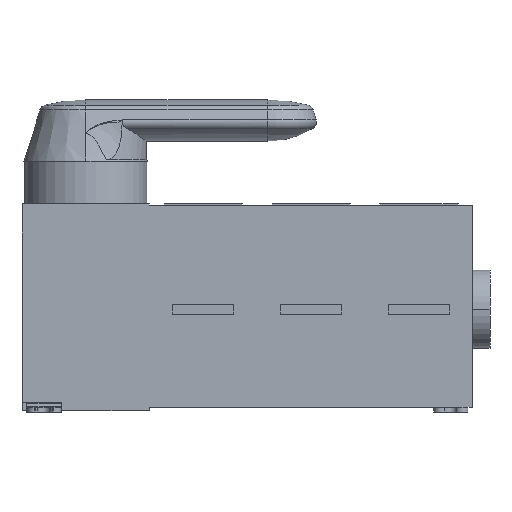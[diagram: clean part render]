
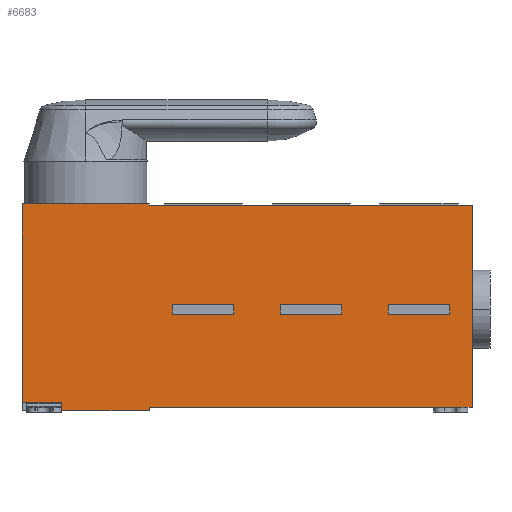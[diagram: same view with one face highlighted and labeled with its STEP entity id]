
A CAD part, left-side view. The second image highlights one B-rep face of the part: STEP entity #6683.
In plain terms, the highlighted planar face has unit normal (-1, 0, 0).
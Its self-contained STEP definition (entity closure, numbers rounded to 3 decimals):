
#416=DIRECTION('',(0.,-1.,0.));
#417=VECTOR('',#416,116.);
#418=CARTESIAN_POINT('',(-28.339,-25.045,
0.));
#419=LINE('',#418,#417);
#423=DIRECTION('',(0.,0.,1.));
#424=VECTOR('',#423,1.5);
#425=CARTESIAN_POINT('',(-28.339,-25.045,
-1.5));
#426=LINE('',#425,#424);
#430=DIRECTION('',(0.,0.,-1.));
#431=VECTOR('',#430,3.5);
#432=CARTESIAN_POINT('',(-28.339,10.855,2.));
#433=LINE('',#432,#431);
#437=DIRECTION('',(0.,1.,0.));
#438=VECTOR('',#437,52.);
#439=CARTESIAN_POINT('',(-28.339,-25.045,83.));
#440=LINE('',#439,#438);
#444=DIRECTION('',(0.,0.,1.));
#445=VECTOR('',#444,0.5);
#446=CARTESIAN_POINT('',(-28.339,-25.045,82.5));
#447=LINE('',#446,#445);
#451=DIRECTION('',(0.,1.,0.));
#452=VECTOR('',#451,132.);
#453=CARTESIAN_POINT('',(-28.339,-157.045,82.5));
#454=LINE('',#453,#452);
#458=DIRECTION('',(0.,-1.,0.));
#459=VECTOR('',#458,2.);
#460=CARTESIAN_POINT('',(-28.339,-155.045,
0.));
#461=LINE('',#460,#459);
#465=DIRECTION('',(0.,1.,0.));
#466=VECTOR('',#465,25.);
#467=CARTESIAN_POINT('',(-28.339,-59.545,38.));
#468=LINE('',#467,#466);
#472=DIRECTION('',(0.,0.,-1.));
#473=VECTOR('',#472,4.);
#474=CARTESIAN_POINT('',(-28.339,-59.545,42.));
#475=LINE('',#474,#473);
#479=DIRECTION('',(0.,-1.,0.));
#480=VECTOR('',#479,25.);
#481=CARTESIAN_POINT('',(-28.339,-34.545,42.));
#482=LINE('',#481,#480);
#486=DIRECTION('',(0.,0.,1.));
#487=VECTOR('',#486,4.);
#488=CARTESIAN_POINT('',(-28.339,-34.545,38.));
#489=LINE('',#488,#487);
#493=DIRECTION('',(0.,1.,0.));
#494=VECTOR('',#493,25.);
#495=CARTESIAN_POINT('',(-28.339,-103.545,38.));
#496=LINE('',#495,#494);
#500=DIRECTION('',(0.,0.,-1.));
#501=VECTOR('',#500,4.);
#502=CARTESIAN_POINT('',(-28.339,-103.545,42.));
#503=LINE('',#502,#501);
#507=DIRECTION('',(0.,-1.,0.));
#508=VECTOR('',#507,25.);
#509=CARTESIAN_POINT('',(-28.339,-78.545,42.));
#510=LINE('',#509,#508);
#514=DIRECTION('',(0.,0.,1.));
#515=VECTOR('',#514,4.);
#516=CARTESIAN_POINT('',(-28.339,-78.545,38.));
#517=LINE('',#516,#515);
#566=DIRECTION('',(0.,1.,0.));
#567=VECTOR('',#566,35.9);
#568=CARTESIAN_POINT('',(-28.339,-25.045,
-1.5));
#569=LINE('',#568,#567);
#840=DIRECTION('',(0.,1.,0.));
#841=VECTOR('',#840,16.1);
#842=CARTESIAN_POINT('',(-28.339,10.855,2.));
#843=LINE('',#842,#841);
#1054=DIRECTION('',(0.,0.,1.));
#1055=VECTOR('',#1054,81.);
#1056=CARTESIAN_POINT('',(-28.339,26.955,2.));
#1057=LINE('',#1056,#1055);
#2054=DIRECTION('',(0.,0.,-1.));
#2055=VECTOR('',#2054,82.5);
#2056=CARTESIAN_POINT('',(-28.339,-157.045,82.5));
#2057=LINE('',#2056,#2055);
#4353=DIRECTION('',(0.,1.,0.));
#4354=VECTOR('',#4353,14.);
#4355=CARTESIAN_POINT('',(-28.339,-155.045,
0.));
#4356=LINE('',#4355,#4354);
#4548=DIRECTION('',(0.,1.,0.));
#4549=VECTOR('',#4548,25.);
#4550=CARTESIAN_POINT('',(-28.339,-147.545,42.));
#4551=LINE('',#4550,#4549);
#4606=DIRECTION('',(0.,0.,1.));
#4607=VECTOR('',#4606,4.);
#4608=CARTESIAN_POINT('',(-28.339,-147.545,38.));
#4609=LINE('',#4608,#4607);
#4634=DIRECTION('',(0.,-1.,0.));
#4635=VECTOR('',#4634,25.);
#4636=CARTESIAN_POINT('',(-28.339,-122.545,38.));
#4637=LINE('',#4636,#4635);
#4678=DIRECTION('',(0.,0.,-1.));
#4679=VECTOR('',#4678,4.);
#4680=CARTESIAN_POINT('',(-28.339,-122.545,42.));
#4681=LINE('',#4680,#4679);
#5740=CARTESIAN_POINT('',(-28.339,-78.545,38.));
#5741=CARTESIAN_POINT('',(-28.339,-78.545,42.));
#5742=VERTEX_POINT('',#5740);
#5743=VERTEX_POINT('',#5741);
#5744=CARTESIAN_POINT('',(-28.339,-103.545,42.));
#5745=VERTEX_POINT('',#5744);
#5746=CARTESIAN_POINT('',(-28.339,-103.545,38.));
#5747=VERTEX_POINT('',#5746);
#5772=CARTESIAN_POINT('',(-28.339,-34.545,38.));
#5773=CARTESIAN_POINT('',(-28.339,-34.545,42.));
#5774=VERTEX_POINT('',#5772);
#5775=VERTEX_POINT('',#5773);
#5776=CARTESIAN_POINT('',(-28.339,-59.545,42.));
#5777=VERTEX_POINT('',#5776);
#5778=CARTESIAN_POINT('',(-28.339,-59.545,38.));
#5779=VERTEX_POINT('',#5778);
#5804=CARTESIAN_POINT('',(-28.339,-147.545,42.));
#5805=VERTEX_POINT('',#5804);
#5806=CARTESIAN_POINT('',(-28.339,-147.545,38.));
#5807=VERTEX_POINT('',#5806);
#5808=CARTESIAN_POINT('',(-28.339,-122.545,38.));
#5809=VERTEX_POINT('',#5808);
#5810=CARTESIAN_POINT('',(-28.339,-122.545,42.));
#5811=VERTEX_POINT('',#5810);
#6248=CARTESIAN_POINT('',(-28.339,-25.045,
-1.5));
#6249=VERTEX_POINT('',#6248);
#6250=CARTESIAN_POINT('',(-28.339,10.855,-1.5));
#6251=VERTEX_POINT('',#6250);
#6260=CARTESIAN_POINT('',(-28.339,10.855,2.));
#6261=VERTEX_POINT('',#6260);
#6270=CARTESIAN_POINT('',(-28.339,26.955,2.));
#6271=VERTEX_POINT('',#6270);
#6272=CARTESIAN_POINT('',(-28.339,26.955,83.));
#6273=VERTEX_POINT('',#6272);
#6286=CARTESIAN_POINT('',(-28.339,-25.045,83.));
#6287=VERTEX_POINT('',#6286);
#6288=CARTESIAN_POINT('',(-28.339,-25.045,82.5));
#6289=VERTEX_POINT('',#6288);
#6292=CARTESIAN_POINT('',(-28.339,-157.045,82.5));
#6293=VERTEX_POINT('',#6292);
#6312=CARTESIAN_POINT('',(-28.339,-157.045,
0.));
#6314=VERTEX_POINT('',#6312);
#6345=CARTESIAN_POINT('',(-28.339,-155.045,
0.));
#6347=VERTEX_POINT('',#6345);
#6350=CARTESIAN_POINT('',(-28.339,-141.045,
0.));
#6351=VERTEX_POINT('',#6350);
#6352=CARTESIAN_POINT('',(-28.339,-25.045,
0.));
#6353=VERTEX_POINT('',#6352);
#6625=CARTESIAN_POINT('',(-28.339,-65.045,40.75));
#6626=DIRECTION('',(1.,0.,0.));
#6627=DIRECTION('',(0.,0.,-1.));
#6628=AXIS2_PLACEMENT_3D('',#6625,#6626,#6627);
#6629=PLANE('',#6628);
#6630=ORIENTED_EDGE('',*,*,#6589,.F.);
#6631=ORIENTED_EDGE('',*,*,#6616,.F.);
#6633=ORIENTED_EDGE('',*,*,#6632,.T.);
#6635=ORIENTED_EDGE('',*,*,#6634,.F.);
#6637=ORIENTED_EDGE('',*,*,#6636,.T.);
#6639=ORIENTED_EDGE('',*,*,#6638,.T.);
#6641=ORIENTED_EDGE('',*,*,#6640,.F.);
#6643=ORIENTED_EDGE('',*,*,#6642,.F.);
#6645=ORIENTED_EDGE('',*,*,#6644,.F.);
#6647=ORIENTED_EDGE('',*,*,#6646,.T.);
#6648=ORIENTED_EDGE('',*,*,#6597,.F.);
#6650=ORIENTED_EDGE('',*,*,#6649,.T.);
#6651=EDGE_LOOP('',(#6630,#6631,#6633,#6635,#6637,#6639,#6641,#6643,#6645,#6647,
#6648,#6650));
#6652=FACE_OUTER_BOUND('',#6651,.F.);
#6654=ORIENTED_EDGE('',*,*,#6653,.T.);
#6656=ORIENTED_EDGE('',*,*,#6655,.T.);
#6658=ORIENTED_EDGE('',*,*,#6657,.T.);
#6660=ORIENTED_EDGE('',*,*,#6659,.T.);
#6661=EDGE_LOOP('',(#6654,#6656,#6658,#6660));
#6662=FACE_BOUND('',#6661,.F.);
#6664=ORIENTED_EDGE('',*,*,#6663,.F.);
#6666=ORIENTED_EDGE('',*,*,#6665,.F.);
#6668=ORIENTED_EDGE('',*,*,#6667,.F.);
#6670=ORIENTED_EDGE('',*,*,#6669,.F.);
#6671=EDGE_LOOP('',(#6664,#6666,#6668,#6670));
#6672=FACE_BOUND('',#6671,.F.);
#6674=ORIENTED_EDGE('',*,*,#6673,.F.);
#6676=ORIENTED_EDGE('',*,*,#6675,.F.);
#6678=ORIENTED_EDGE('',*,*,#6677,.F.);
#6680=ORIENTED_EDGE('',*,*,#6679,.F.);
#6681=EDGE_LOOP('',(#6674,#6676,#6678,#6680));
#6682=FACE_BOUND('',#6681,.F.);
#6589=EDGE_CURVE('',#6353,#6351,#419,.T.);
#6597=EDGE_CURVE('',#6347,#6314,#461,.T.);
#6616=EDGE_CURVE('',#6249,#6353,#426,.T.);
#6632=EDGE_CURVE('',#6249,#6251,#569,.T.);
#6634=EDGE_CURVE('',#6261,#6251,#433,.T.);
#6636=EDGE_CURVE('',#6261,#6271,#843,.T.);
#6638=EDGE_CURVE('',#6271,#6273,#1057,.T.);
#6640=EDGE_CURVE('',#6287,#6273,#440,.T.);
#6642=EDGE_CURVE('',#6289,#6287,#447,.T.);
#6644=EDGE_CURVE('',#6293,#6289,#454,.T.);
#6646=EDGE_CURVE('',#6293,#6314,#2057,.T.);
#6649=EDGE_CURVE('',#6347,#6351,#4356,.T.);
#6653=EDGE_CURVE('',#5805,#5811,#4551,.T.);
#6655=EDGE_CURVE('',#5811,#5809,#4681,.T.);
#6657=EDGE_CURVE('',#5809,#5807,#4637,.T.);
#6659=EDGE_CURVE('',#5807,#5805,#4609,.T.);
#6663=EDGE_CURVE('',#5779,#5774,#468,.T.);
#6665=EDGE_CURVE('',#5777,#5779,#475,.T.);
#6667=EDGE_CURVE('',#5775,#5777,#482,.T.);
#6669=EDGE_CURVE('',#5774,#5775,#489,.T.);
#6673=EDGE_CURVE('',#5747,#5742,#496,.T.);
#6675=EDGE_CURVE('',#5745,#5747,#503,.T.);
#6677=EDGE_CURVE('',#5743,#5745,#510,.T.);
#6679=EDGE_CURVE('',#5742,#5743,#517,.T.);
#6683=ADVANCED_FACE('',(#6652,#6662,#6672,#6682),#6629,.F.);
